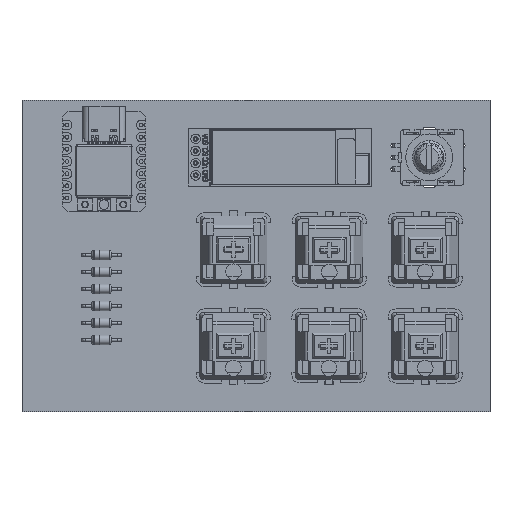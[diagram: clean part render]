
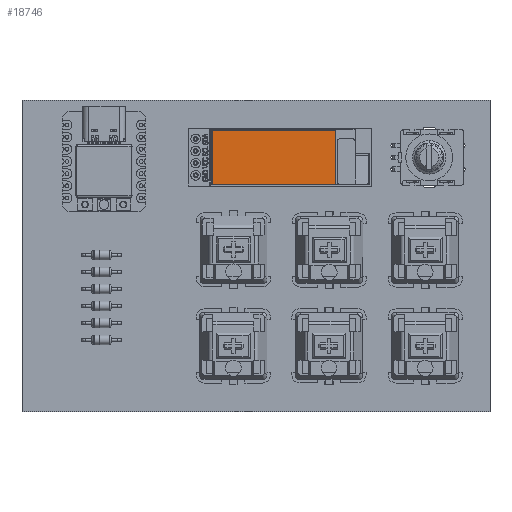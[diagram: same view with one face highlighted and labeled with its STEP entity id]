
A CAD part, top view. The second image highlights one B-rep face of the part: STEP entity #18746.
In plain terms, the highlighted planar face has unit normal (0, 0, 1).
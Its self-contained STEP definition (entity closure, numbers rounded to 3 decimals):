
#18637 = VERTEX_POINT('',#18638);
#18638 = CARTESIAN_POINT('',(11.7,5.65,2.51));
#18644 = EDGE_CURVE('',#18645,#18637,#18647,.T.);
#18645 = VERTEX_POINT('',#18646);
#18646 = CARTESIAN_POINT('',(11.7,-5.65,2.51));
#18647 = LINE('',#18648,#18649);
#18648 = CARTESIAN_POINT('',(11.7,5.65,2.51));
#18649 = VECTOR('',#18650,1.);
#18650 = DIRECTION('',(0.,1.,0.));
#18675 = EDGE_CURVE('',#18676,#18645,#18678,.T.);
#18676 = VERTEX_POINT('',#18677);
#18677 = CARTESIAN_POINT('',(-14.1,-5.65,2.51));
#18678 = LINE('',#18679,#18680);
#18679 = CARTESIAN_POINT('',(11.7,-5.65,2.51));
#18680 = VECTOR('',#18681,1.);
#18681 = DIRECTION('',(1.,0.,0.));
#18706 = EDGE_CURVE('',#18707,#18676,#18709,.T.);
#18707 = VERTEX_POINT('',#18708);
#18708 = CARTESIAN_POINT('',(-14.1,5.65,2.51));
#18709 = LINE('',#18710,#18711);
#18710 = CARTESIAN_POINT('',(-14.1,-5.65,2.51));
#18711 = VECTOR('',#18712,1.);
#18712 = DIRECTION('',(0.,-1.,0.));
#18735 = EDGE_CURVE('',#18637,#18707,#18736,.T.);
#18736 = LINE('',#18737,#18738);
#18737 = CARTESIAN_POINT('',(-14.1,5.65,2.51));
#18738 = VECTOR('',#18739,1.);
#18739 = DIRECTION('',(-1.,0.,0.));
#18746 = ADVANCED_FACE('',(#18747),#18753,.T.);
#18747 = FACE_BOUND('',#18748,.T.);
#18748 = EDGE_LOOP('',(#18749,#18750,#18751,#18752));
#18749 = ORIENTED_EDGE('',*,*,#18735,.T.);
#18750 = ORIENTED_EDGE('',*,*,#18706,.T.);
#18751 = ORIENTED_EDGE('',*,*,#18675,.T.);
#18752 = ORIENTED_EDGE('',*,*,#18644,.T.);
#18753 = PLANE('',#18754);
#18754 = AXIS2_PLACEMENT_3D('',#18755,#18756,#18757);
#18755 = CARTESIAN_POINT('',(-1.2,0.,2.51));
#18756 = DIRECTION('',(0.,0.,1.));
#18757 = DIRECTION('',(1.,0.,-0.));
